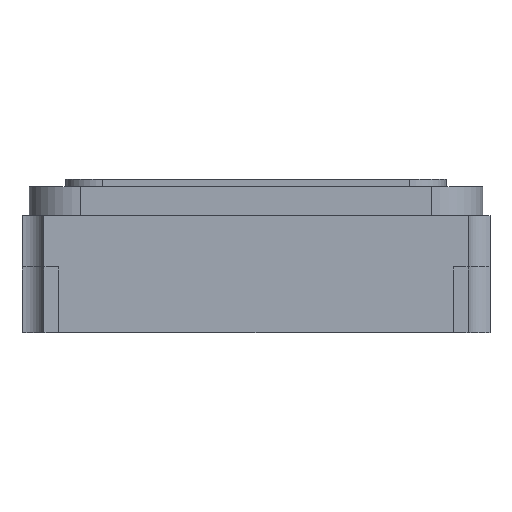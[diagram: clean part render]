
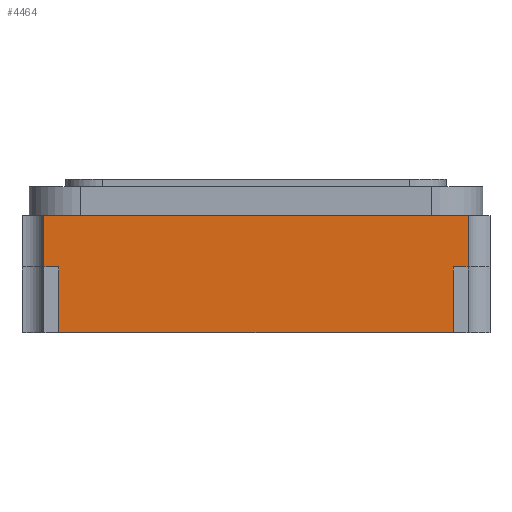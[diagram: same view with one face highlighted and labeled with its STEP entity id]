
A CAD part, front view. The second image highlights one B-rep face of the part: STEP entity #4464.
In plain terms, the highlighted planar face has unit normal (0, -1, 0).
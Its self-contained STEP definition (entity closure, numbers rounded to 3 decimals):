
#342=ORIENTED_EDGE('',*,*,#1684,.F.);
#343=ORIENTED_EDGE('',*,*,#1685,.T.);
#344=ORIENTED_EDGE('',*,*,#1686,.F.);
#345=ORIENTED_EDGE('',*,*,#1687,.F.);
#346=ORIENTED_EDGE('',*,*,#1688,.T.);
#347=ORIENTED_EDGE('',*,*,#1689,.F.);
#348=ORIENTED_EDGE('',*,*,#1690,.T.);
#349=ORIENTED_EDGE('',*,*,#1653,.T.);
#1653=EDGE_CURVE('',#2327,#2326,#2774,.T.);
#1684=EDGE_CURVE('',#2353,#2326,#2801,.T.);
#1685=EDGE_CURVE('',#2353,#2354,#2802,.T.);
#1686=EDGE_CURVE('',#2355,#2354,#2803,.T.);
#1687=EDGE_CURVE('',#2356,#2355,#2804,.T.);
#1688=EDGE_CURVE('',#2356,#2357,#2805,.T.);
#1689=EDGE_CURVE('',#2358,#2357,#2806,.T.);
#1690=EDGE_CURVE('',#2358,#2327,#2807,.T.);
#2326=VERTEX_POINT('',#7056);
#2327=VERTEX_POINT('',#7058);
#2353=VERTEX_POINT('',#7119);
#2354=VERTEX_POINT('',#7121);
#2355=VERTEX_POINT('',#7123);
#2356=VERTEX_POINT('',#7125);
#2357=VERTEX_POINT('',#7127);
#2358=VERTEX_POINT('',#7129);
#2774=LINE('',#7057,#3257);
#2801=LINE('',#7118,#3284);
#2802=LINE('',#7120,#3285);
#2803=LINE('',#7122,#3286);
#2804=LINE('',#7124,#3287);
#2805=LINE('',#7126,#3288);
#2806=LINE('',#7128,#3289);
#2807=LINE('',#7130,#3290);
#3257=VECTOR('',#5923,1000.);
#3284=VECTOR('',#5966,1000.);
#3285=VECTOR('',#5967,1000.);
#3286=VECTOR('',#5968,1000.);
#3287=VECTOR('',#5969,1000.);
#3288=VECTOR('',#5970,1000.);
#3289=VECTOR('',#5971,1000.);
#3290=VECTOR('',#5972,1000.);
#3714=EDGE_LOOP('',(#342,#343,#344,#345,#346,#347,#348,#349));
#3985=FACE_BOUND('',#3714,.T.);
#4255=PLANE('',#5585);
#4464=ADVANCED_FACE('',(#3985),#4255,.F.);
#5585=AXIS2_PLACEMENT_3D('',#7117,#5964,#5965);
#5923=DIRECTION('',(1.,0.,0.));
#5964=DIRECTION('',(0.,1.,0.));
#5965=DIRECTION('',(-1.,0.,0.));
#5966=DIRECTION('',(0.,0.,-1.));
#5967=DIRECTION('',(1.,0.,0.));
#5968=DIRECTION('',(0.,0.,-1.));
#5969=DIRECTION('',(1.,0.,0.));
#5970=DIRECTION('',(0.,0.,-1.));
#5971=DIRECTION('',(-1.,0.,0.));
#5972=DIRECTION('',(0.,0.,-1.));
#7056=CARTESIAN_POINT('',(1.35,-1.25,0.));
#7057=CARTESIAN_POINT('',(-1.45,-1.25,0.));
#7058=CARTESIAN_POINT('',(-1.35,-1.25,0.));
#7117=CARTESIAN_POINT('',(-1.45,-1.25,0.8));
#7118=CARTESIAN_POINT('',(1.35,-1.25,0.45));
#7119=CARTESIAN_POINT('',(1.35,-1.25,0.45));
#7120=CARTESIAN_POINT('',(1.35,-1.25,0.45));
#7121=CARTESIAN_POINT('',(1.45,-1.25,0.45));
#7122=CARTESIAN_POINT('',(1.45,-1.25,0.8));
#7123=CARTESIAN_POINT('',(1.45,-1.25,0.8));
#7124=CARTESIAN_POINT('',(-1.45,-1.25,0.8));
#7125=CARTESIAN_POINT('',(-1.45,-1.25,0.8));
#7126=CARTESIAN_POINT('',(-1.45,-1.25,0.8));
#7127=CARTESIAN_POINT('',(-1.45,-1.25,0.45));
#7128=CARTESIAN_POINT('',(-1.35,-1.25,0.45));
#7129=CARTESIAN_POINT('',(-1.35,-1.25,0.45));
#7130=CARTESIAN_POINT('',(-1.35,-1.25,0.45));
